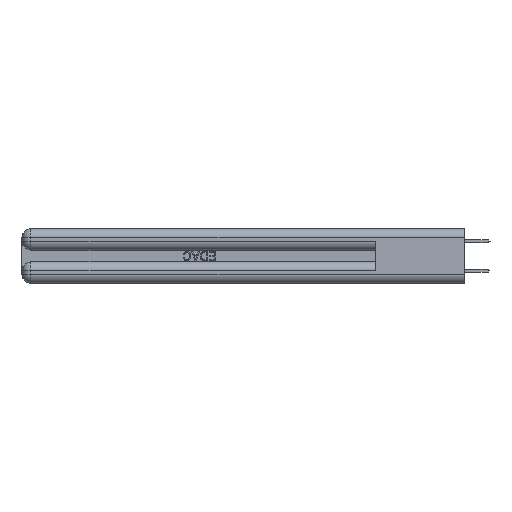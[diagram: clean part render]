
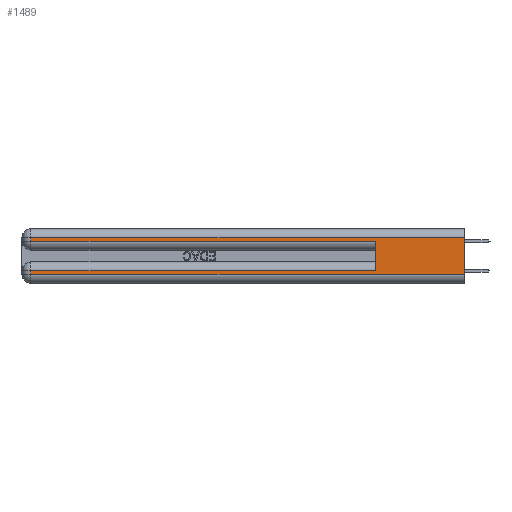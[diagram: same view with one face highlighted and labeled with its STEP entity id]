
A CAD part, left-side view. The second image highlights one B-rep face of the part: STEP entity #1489.
In plain terms, the highlighted planar face has unit normal (-1, 0, 0).
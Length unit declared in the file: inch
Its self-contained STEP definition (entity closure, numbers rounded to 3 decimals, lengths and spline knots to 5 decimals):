
#366 = AXIS2_PLACEMENT_3D ( 'NONE', #44104, #40431, #13713 ) ;
#1157 = VERTEX_POINT ( 'NONE', #15847 ) ;
#1370 = PLANE ( 'NONE',  #366 ) ;
#1489 = ADVANCED_FACE ( 'NONE', ( #41939 ), #1370, .F. ) ;
#1723 = EDGE_CURVE ( 'NONE', #1157, #35823, #8605, .T. ) ;
#2335 = VECTOR ( 'NONE', #28645, 39.37008 ) ;
#2650 = VERTEX_POINT ( 'NONE', #26751 ) ;
#2848 = CARTESIAN_POINT ( 'NONE',  ( 0., 0., 0.06 ) ) ;
#3687 = CARTESIAN_POINT ( 'NONE',  ( 0., 0., 0.31 ) ) ;
#5346 = LINE ( 'NONE', #29999, #47624 ) ;
#5660 = CARTESIAN_POINT ( 'NONE',  ( 0., 0., 0.06 ) ) ;
#7760 = LINE ( 'NONE', #5660, #48265 ) ;
#8270 = DIRECTION ( 'NONE',  ( 0., 0., -1. ) ) ;
#8526 = VERTEX_POINT ( 'NONE', #27430 ) ;
#8605 = LINE ( 'NONE', #44240, #43706 ) ;
#9305 = ORIENTED_EDGE ( 'NONE', *, *, #19636, .T. ) ;
#9449 = EDGE_CURVE ( 'NONE', #11107, #8526, #38742, .T. ) ;
#9550 = CARTESIAN_POINT ( 'NONE',  ( 0., 0.6, 0.285 ) ) ;
#9636 = ORIENTED_EDGE ( 'NONE', *, *, #17040, .T. ) ;
#10022 = ORIENTED_EDGE ( 'NONE', *, *, #37987, .T. ) ;
#10186 = DIRECTION ( 'NONE',  ( 0., 1., 0. ) ) ;
#10315 = LINE ( 'NONE', #35143, #38847 ) ;
#11107 = VERTEX_POINT ( 'NONE', #39017 ) ;
#11804 = LINE ( 'NONE', #15470, #18349 ) ;
#13713 = DIRECTION ( 'NONE',  ( 0., 0., -1. ) ) ;
#15470 = CARTESIAN_POINT ( 'NONE',  ( 0., 2.94, 0.37 ) ) ;
#15567 = DIRECTION ( 'NONE',  ( 0., 0., -1. ) ) ;
#15847 = CARTESIAN_POINT ( 'NONE',  ( 0., 2.94, 0.285 ) ) ;
#15982 = VERTEX_POINT ( 'NONE', #33202 ) ;
#17040 = EDGE_CURVE ( 'NONE', #41499, #32220, #7760, .T. ) ;
#17727 = VECTOR ( 'NONE', #15567, 39.37008 ) ;
#18349 = VECTOR ( 'NONE', #8270, 39.37008 ) ;
#18917 = LINE ( 'NONE', #38299, #17727 ) ;
#19636 = EDGE_CURVE ( 'NONE', #15982, #41499, #11804, .T. ) ;
#21969 = LINE ( 'NONE', #47631, #2335 ) ;
#24542 = ORIENTED_EDGE ( 'NONE', *, *, #35077, .F. ) ;
#26076 = ORIENTED_EDGE ( 'NONE', *, *, #1723, .T. ) ;
#26751 = CARTESIAN_POINT ( 'NONE',  ( 0., 0.6, 0.085 ) ) ;
#27430 = CARTESIAN_POINT ( 'NONE',  ( 0., 2.94, 0.31 ) ) ;
#28645 = DIRECTION ( 'NONE',  ( 0., 0., -1. ) ) ;
#29013 = ORIENTED_EDGE ( 'NONE', *, *, #35425, .T. ) ;
#29541 = EDGE_LOOP ( 'NONE', ( #36802, #29718, #29013, #26076, #24542, #10022, #9305, #9636 ) ) ;
#29718 = ORIENTED_EDGE ( 'NONE', *, *, #9449, .T. ) ;
#29999 = CARTESIAN_POINT ( 'NONE',  ( 0., 0.6, 0.145 ) ) ;
#32220 = VERTEX_POINT ( 'NONE', #2848 ) ;
#32287 = DIRECTION ( 'NONE',  ( 0., -1., 0. ) ) ;
#33202 = CARTESIAN_POINT ( 'NONE',  ( 0., 2.94, 0.085 ) ) ;
#35077 = EDGE_CURVE ( 'NONE', #2650, #35823, #5346, .T. ) ;
#35143 = CARTESIAN_POINT ( 'NONE',  ( 0., 0., 0.085 ) ) ;
#35425 = EDGE_CURVE ( 'NONE', #8526, #1157, #21969, .T. ) ;
#35823 = VERTEX_POINT ( 'NONE', #9550 ) ;
#36626 = DIRECTION ( 'NONE',  ( 0., -1., 0. ) ) ;
#36802 = ORIENTED_EDGE ( 'NONE', *, *, #49076, .F. ) ;
#37987 = EDGE_CURVE ( 'NONE', #2650, #15982, #10315, .T. ) ;
#38299 = CARTESIAN_POINT ( 'NONE',  ( 0., 0., 0.37 ) ) ;
#38742 = LINE ( 'NONE', #3687, #43509 ) ;
#38847 = VECTOR ( 'NONE', #46624, 39.37008 ) ;
#39017 = CARTESIAN_POINT ( 'NONE',  ( 0., 0., 0.31 ) ) ;
#40431 = DIRECTION ( 'NONE',  ( 1., 0., 0. ) ) ;
#41499 = VERTEX_POINT ( 'NONE', #43859 ) ;
#41939 = FACE_OUTER_BOUND ( 'NONE', #29541, .T. ) ;
#43509 = VECTOR ( 'NONE', #10186, 39.37008 ) ;
#43706 = VECTOR ( 'NONE', #36626, 39.37008 ) ;
#43859 = CARTESIAN_POINT ( 'NONE',  ( 0., 2.94, 0.06 ) ) ;
#44104 = CARTESIAN_POINT ( 'NONE',  ( 0., 0., 0.37 ) ) ;
#44240 = CARTESIAN_POINT ( 'NONE',  ( 0., 0., 0.285 ) ) ;
#46624 = DIRECTION ( 'NONE',  ( 0., 1., 0. ) ) ;
#47624 = VECTOR ( 'NONE', #48658, 39.37008 ) ;
#47631 = CARTESIAN_POINT ( 'NONE',  ( 0., 2.94, 0.37 ) ) ;
#48265 = VECTOR ( 'NONE', #32287, 39.37008 ) ;
#48658 = DIRECTION ( 'NONE',  ( 0., 0., 1. ) ) ;
#49076 = EDGE_CURVE ( 'NONE', #11107, #32220, #18917, .T. ) ;
